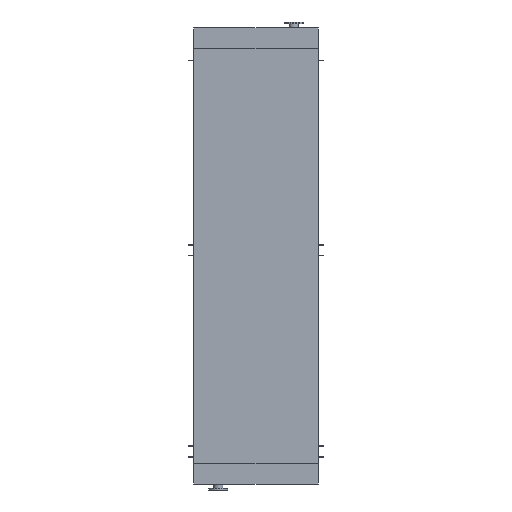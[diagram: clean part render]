
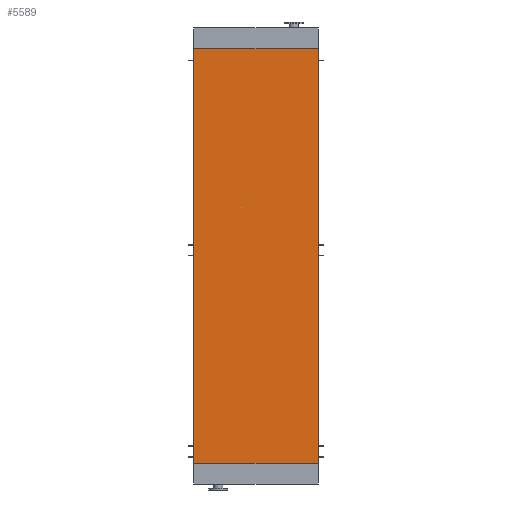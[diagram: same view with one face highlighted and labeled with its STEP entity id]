
A CAD part, front view. The second image highlights one B-rep face of the part: STEP entity #5589.
In plain terms, the highlighted planar face has unit normal (0, -1, 0).
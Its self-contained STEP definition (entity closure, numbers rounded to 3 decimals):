
#162 = LINE ( 'NONE', #19861, #18512 ) ;
#392 = DIRECTION ( 'NONE',  ( 0., 0., 1. ) ) ;
#614 = FACE_OUTER_BOUND ( 'NONE', #14991, .T. ) ;
#1103 = EDGE_CURVE ( 'NONE', #8885, #10279, #11040, .T. ) ;
#1354 = VERTEX_POINT ( 'NONE', #21426 ) ;
#1671 = VECTOR ( 'NONE', #5950, 1000. ) ;
#2050 = DIRECTION ( 'NONE',  ( 1., 0., 0. ) ) ;
#2326 = LINE ( 'NONE', #14868, #1671 ) ;
#2365 = EDGE_CURVE ( 'NONE', #10279, #23203, #162, .T. ) ;
#2621 = EDGE_CURVE ( 'NONE', #1354, #23203, #2326, .T. ) ;
#2661 = LINE ( 'NONE', #15409, #21536 ) ;
#4053 = CARTESIAN_POINT ( 'NONE',  ( -725., 0., -4850. ) ) ;
#4373 = DIRECTION ( 'NONE',  ( 0., -1., 0. ) ) ;
#5589 = ADVANCED_FACE ( 'NONE', ( #614 ), #22164, .T. ) ;
#5950 = DIRECTION ( 'NONE',  ( 0., 0., 1. ) ) ;
#6259 = ORIENTED_EDGE ( 'NONE', *, *, #2621, .T. ) ;
#6302 = VECTOR ( 'NONE', #392, 1000. ) ;
#6775 = DIRECTION ( 'NONE',  ( 0., 0., -1. ) ) ;
#8885 = VERTEX_POINT ( 'NONE', #4053 ) ;
#9684 = AXIS2_PLACEMENT_3D ( 'NONE', #11498, #4373, #6775 ) ;
#9732 = CARTESIAN_POINT ( 'NONE',  ( -725., 0., -4850. ) ) ;
#10111 = DIRECTION ( 'NONE',  ( 1., 0., 0. ) ) ;
#10279 = VERTEX_POINT ( 'NONE', #19771 ) ;
#11040 = LINE ( 'NONE', #9732, #6302 ) ;
#11285 = ORIENTED_EDGE ( 'NONE', *, *, #2365, .F. ) ;
#11329 = ORIENTED_EDGE ( 'NONE', *, *, #22267, .T. ) ;
#11498 = CARTESIAN_POINT ( 'NONE',  ( -725., 0., -4850. ) ) ;
#13558 = CARTESIAN_POINT ( 'NONE',  ( 725., 0., 0. ) ) ;
#14606 = ORIENTED_EDGE ( 'NONE', *, *, #1103, .F. ) ;
#14868 = CARTESIAN_POINT ( 'NONE',  ( 725., 0., -4850. ) ) ;
#14991 = EDGE_LOOP ( 'NONE', ( #11285, #14606, #11329, #6259 ) ) ;
#15409 = CARTESIAN_POINT ( 'NONE',  ( -725., 0., -4850. ) ) ;
#18512 = VECTOR ( 'NONE', #2050, 1000. ) ;
#19771 = CARTESIAN_POINT ( 'NONE',  ( -725., 0., 0. ) ) ;
#19861 = CARTESIAN_POINT ( 'NONE',  ( -725., 0., 0. ) ) ;
#21426 = CARTESIAN_POINT ( 'NONE',  ( 725., 0., -4850. ) ) ;
#21536 = VECTOR ( 'NONE', #10111, 1000. ) ;
#22164 = PLANE ( 'NONE',  #9684 ) ;
#22267 = EDGE_CURVE ( 'NONE', #8885, #1354, #2661, .T. ) ;
#23203 = VERTEX_POINT ( 'NONE', #13558 ) ;
